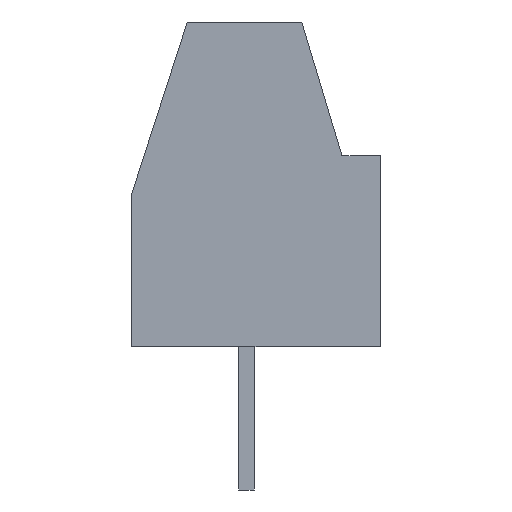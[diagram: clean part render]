
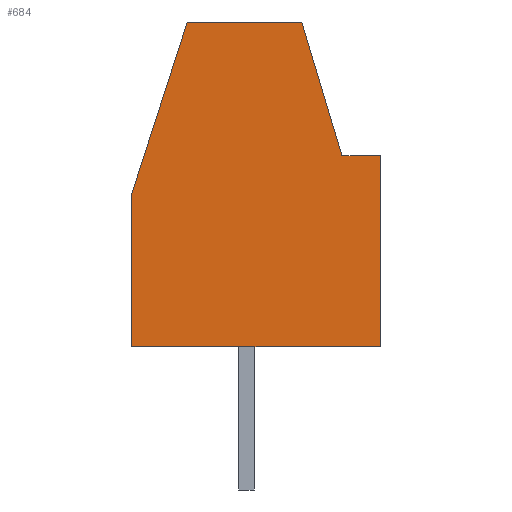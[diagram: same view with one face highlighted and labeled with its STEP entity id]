
A CAD part, left-side view. The second image highlights one B-rep face of the part: STEP entity #684.
In plain terms, the highlighted planar face has unit normal (-1, 0, 0).
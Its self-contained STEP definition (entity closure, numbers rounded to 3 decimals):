
#37 = VERTEX_POINT('',#38);
#38 = CARTESIAN_POINT('',(0.,-3.5,0.));
#47 = PLANE('',#48);
#48 = AXIS2_PLACEMENT_3D('',#49,#50,#51);
#49 = CARTESIAN_POINT('',(0.,-3.5,0.));
#50 = DIRECTION('',(0.,-1.,0.));
#51 = DIRECTION('',(0.,0.,1.));
#59 = PLANE('',#60);
#60 = AXIS2_PLACEMENT_3D('',#61,#62,#63);
#61 = CARTESIAN_POINT('',(0.,-3.5,0.));
#62 = DIRECTION('',(0.,0.,1.));
#63 = DIRECTION('',(0.,1.,0.));
#100 = VERTEX_POINT('',#101);
#101 = CARTESIAN_POINT('',(0.,-3.5,5.));
#115 = PLANE('',#116);
#116 = AXIS2_PLACEMENT_3D('',#117,#118,#119);
#117 = CARTESIAN_POINT('',(0.,-3.5,5.));
#118 = DIRECTION('',(0.,0.,1.));
#119 = DIRECTION('',(0.,1.,0.));
#127 = EDGE_CURVE('',#37,#100,#128,.T.);
#128 = SURFACE_CURVE('',#129,(#133,#140),.PCURVE_S1.);
#129 = LINE('',#130,#131);
#130 = CARTESIAN_POINT('',(0.,-3.5,0.));
#131 = VECTOR('',#132,1.);
#132 = DIRECTION('',(0.,0.,1.));
#133 = PCURVE('',#47,#134);
#134 = DEFINITIONAL_REPRESENTATION('',(#135),#139);
#135 = LINE('',#136,#137);
#136 = CARTESIAN_POINT('',(0.,0.));
#137 = VECTOR('',#138,1.);
#138 = DIRECTION('',(1.,0.));
#139 = ( GEOMETRIC_REPRESENTATION_CONTEXT(2) 
PARAMETRIC_REPRESENTATION_CONTEXT() REPRESENTATION_CONTEXT('2D SPACE',''
  ) );
#140 = PCURVE('',#141,#146);
#141 = PLANE('',#142);
#142 = AXIS2_PLACEMENT_3D('',#143,#144,#145);
#143 = CARTESIAN_POINT('',(0.,-0.231,
    3.774));
#144 = DIRECTION('',(1.,0.,0.));
#145 = DIRECTION('',(0.,0.,1.));
#146 = DEFINITIONAL_REPRESENTATION('',(#147),#151);
#147 = LINE('',#148,#149);
#148 = CARTESIAN_POINT('',(-3.774,3.269));
#149 = VECTOR('',#150,1.);
#150 = DIRECTION('',(1.,0.));
#151 = ( GEOMETRIC_REPRESENTATION_CONTEXT(2) 
PARAMETRIC_REPRESENTATION_CONTEXT() REPRESENTATION_CONTEXT('2D SPACE',''
  ) );
#637 = VERTEX_POINT('',#638);
#638 = CARTESIAN_POINT('',(0.,3.,0.));
#652 = PLANE('',#653);
#653 = AXIS2_PLACEMENT_3D('',#654,#655,#656);
#654 = CARTESIAN_POINT('',(0.,3.,0.));
#655 = DIRECTION('',(0.,-1.,0.));
#656 = DIRECTION('',(0.,0.,1.));
#664 = EDGE_CURVE('',#37,#637,#665,.T.);
#665 = SURFACE_CURVE('',#666,(#670,#677),.PCURVE_S1.);
#666 = LINE('',#667,#668);
#667 = CARTESIAN_POINT('',(0.,-3.5,0.));
#668 = VECTOR('',#669,1.);
#669 = DIRECTION('',(0.,1.,0.));
#670 = PCURVE('',#59,#671);
#671 = DEFINITIONAL_REPRESENTATION('',(#672),#676);
#672 = LINE('',#673,#674);
#673 = CARTESIAN_POINT('',(0.,0.));
#674 = VECTOR('',#675,1.);
#675 = DIRECTION('',(1.,0.));
#676 = ( GEOMETRIC_REPRESENTATION_CONTEXT(2) 
PARAMETRIC_REPRESENTATION_CONTEXT() REPRESENTATION_CONTEXT('2D SPACE',''
  ) );
#677 = PCURVE('',#141,#678);
#678 = DEFINITIONAL_REPRESENTATION('',(#679),#683);
#679 = LINE('',#680,#681);
#680 = CARTESIAN_POINT('',(-3.774,3.269));
#681 = VECTOR('',#682,1.);
#682 = DIRECTION('',(0.,-1.));
#683 = ( GEOMETRIC_REPRESENTATION_CONTEXT(2) 
PARAMETRIC_REPRESENTATION_CONTEXT() REPRESENTATION_CONTEXT('2D SPACE',''
  ) );
#684 = ADVANCED_FACE('',(#685),#141,.F.);
#685 = FACE_BOUND('',#686,.F.);
#686 = EDGE_LOOP('',(#687,#688,#689,#712,#740,#768,#796));
#687 = ORIENTED_EDGE('',*,*,#127,.F.);
#688 = ORIENTED_EDGE('',*,*,#664,.T.);
#689 = ORIENTED_EDGE('',*,*,#690,.T.);
#690 = EDGE_CURVE('',#637,#691,#693,.T.);
#691 = VERTEX_POINT('',#692);
#692 = CARTESIAN_POINT('',(0.,3.,4.));
#693 = SURFACE_CURVE('',#694,(#698,#705),.PCURVE_S1.);
#694 = LINE('',#695,#696);
#695 = CARTESIAN_POINT('',(0.,3.,0.));
#696 = VECTOR('',#697,1.);
#697 = DIRECTION('',(0.,0.,1.));
#698 = PCURVE('',#141,#699);
#699 = DEFINITIONAL_REPRESENTATION('',(#700),#704);
#700 = LINE('',#701,#702);
#701 = CARTESIAN_POINT('',(-3.774,-3.231));
#702 = VECTOR('',#703,1.);
#703 = DIRECTION('',(1.,0.));
#704 = ( GEOMETRIC_REPRESENTATION_CONTEXT(2) 
PARAMETRIC_REPRESENTATION_CONTEXT() REPRESENTATION_CONTEXT('2D SPACE',''
  ) );
#705 = PCURVE('',#652,#706);
#706 = DEFINITIONAL_REPRESENTATION('',(#707),#711);
#707 = LINE('',#708,#709);
#708 = CARTESIAN_POINT('',(0.,0.));
#709 = VECTOR('',#710,1.);
#710 = DIRECTION('',(1.,0.));
#711 = ( GEOMETRIC_REPRESENTATION_CONTEXT(2) 
PARAMETRIC_REPRESENTATION_CONTEXT() REPRESENTATION_CONTEXT('2D SPACE',''
  ) );
#712 = ORIENTED_EDGE('',*,*,#713,.F.);
#713 = EDGE_CURVE('',#714,#691,#716,.T.);
#714 = VERTEX_POINT('',#715);
#715 = CARTESIAN_POINT('',(0.,1.551,8.5));
#716 = SURFACE_CURVE('',#717,(#721,#728),.PCURVE_S1.);
#717 = LINE('',#718,#719);
#718 = CARTESIAN_POINT('',(0.,1.551,8.5));
#719 = VECTOR('',#720,1.);
#720 = DIRECTION('',(0.,0.307,-0.952)
  );
#721 = PCURVE('',#141,#722);
#722 = DEFINITIONAL_REPRESENTATION('',(#723),#727);
#723 = LINE('',#724,#725);
#724 = CARTESIAN_POINT('',(4.726,-1.781));
#725 = VECTOR('',#726,1.);
#726 = DIRECTION('',(-0.952,-0.307));
#727 = ( GEOMETRIC_REPRESENTATION_CONTEXT(2) 
PARAMETRIC_REPRESENTATION_CONTEXT() REPRESENTATION_CONTEXT('2D SPACE',''
  ) );
#728 = PCURVE('',#729,#734);
#729 = PLANE('',#730);
#730 = AXIS2_PLACEMENT_3D('',#731,#732,#733);
#731 = CARTESIAN_POINT('',(0.,1.551,8.5));
#732 = DIRECTION('',(0.,0.952,0.307)
  );
#733 = DIRECTION('',(0.,0.307,-0.952));
#734 = DEFINITIONAL_REPRESENTATION('',(#735),#739);
#735 = LINE('',#736,#737);
#736 = CARTESIAN_POINT('',(0.,0.));
#737 = VECTOR('',#738,1.);
#738 = DIRECTION('',(1.,0.));
#739 = ( GEOMETRIC_REPRESENTATION_CONTEXT(2) 
PARAMETRIC_REPRESENTATION_CONTEXT() REPRESENTATION_CONTEXT('2D SPACE',''
  ) );
#740 = ORIENTED_EDGE('',*,*,#741,.F.);
#741 = EDGE_CURVE('',#742,#714,#744,.T.);
#742 = VERTEX_POINT('',#743);
#743 = CARTESIAN_POINT('',(0.,-1.449,8.5));
#744 = SURFACE_CURVE('',#745,(#749,#756),.PCURVE_S1.);
#745 = LINE('',#746,#747);
#746 = CARTESIAN_POINT('',(0.,-1.449,8.5));
#747 = VECTOR('',#748,1.);
#748 = DIRECTION('',(0.,1.,0.));
#749 = PCURVE('',#141,#750);
#750 = DEFINITIONAL_REPRESENTATION('',(#751),#755);
#751 = LINE('',#752,#753);
#752 = CARTESIAN_POINT('',(4.726,1.219));
#753 = VECTOR('',#754,1.);
#754 = DIRECTION('',(0.,-1.));
#755 = ( GEOMETRIC_REPRESENTATION_CONTEXT(2) 
PARAMETRIC_REPRESENTATION_CONTEXT() REPRESENTATION_CONTEXT('2D SPACE',''
  ) );
#756 = PCURVE('',#757,#762);
#757 = PLANE('',#758);
#758 = AXIS2_PLACEMENT_3D('',#759,#760,#761);
#759 = CARTESIAN_POINT('',(0.,-1.449,8.5));
#760 = DIRECTION('',(0.,0.,1.));
#761 = DIRECTION('',(0.,1.,0.));
#762 = DEFINITIONAL_REPRESENTATION('',(#763),#767);
#763 = LINE('',#764,#765);
#764 = CARTESIAN_POINT('',(0.,0.));
#765 = VECTOR('',#766,1.);
#766 = DIRECTION('',(1.,0.));
#767 = ( GEOMETRIC_REPRESENTATION_CONTEXT(2) 
PARAMETRIC_REPRESENTATION_CONTEXT() REPRESENTATION_CONTEXT('2D SPACE',''
  ) );
#768 = ORIENTED_EDGE('',*,*,#769,.F.);
#769 = EDGE_CURVE('',#770,#742,#772,.T.);
#770 = VERTEX_POINT('',#771);
#771 = CARTESIAN_POINT('',(0.,-2.5,5.));
#772 = SURFACE_CURVE('',#773,(#777,#784),.PCURVE_S1.);
#773 = LINE('',#774,#775);
#774 = CARTESIAN_POINT('',(0.,-2.5,5.));
#775 = VECTOR('',#776,1.);
#776 = DIRECTION('',(0.,0.288,0.958));
#777 = PCURVE('',#141,#778);
#778 = DEFINITIONAL_REPRESENTATION('',(#779),#783);
#779 = LINE('',#780,#781);
#780 = CARTESIAN_POINT('',(1.226,2.269));
#781 = VECTOR('',#782,1.);
#782 = DIRECTION('',(0.958,-0.288));
#783 = ( GEOMETRIC_REPRESENTATION_CONTEXT(2) 
PARAMETRIC_REPRESENTATION_CONTEXT() REPRESENTATION_CONTEXT('2D SPACE',''
  ) );
#784 = PCURVE('',#785,#790);
#785 = PLANE('',#786);
#786 = AXIS2_PLACEMENT_3D('',#787,#788,#789);
#787 = CARTESIAN_POINT('',(0.,-2.5,5.));
#788 = DIRECTION('',(0.,-0.958,0.288)
  );
#789 = DIRECTION('',(0.,0.288,0.958));
#790 = DEFINITIONAL_REPRESENTATION('',(#791),#795);
#791 = LINE('',#792,#793);
#792 = CARTESIAN_POINT('',(0.,0.));
#793 = VECTOR('',#794,1.);
#794 = DIRECTION('',(1.,0.));
#795 = ( GEOMETRIC_REPRESENTATION_CONTEXT(2) 
PARAMETRIC_REPRESENTATION_CONTEXT() REPRESENTATION_CONTEXT('2D SPACE',''
  ) );
#796 = ORIENTED_EDGE('',*,*,#797,.F.);
#797 = EDGE_CURVE('',#100,#770,#798,.T.);
#798 = SURFACE_CURVE('',#799,(#803,#810),.PCURVE_S1.);
#799 = LINE('',#800,#801);
#800 = CARTESIAN_POINT('',(0.,-3.5,5.));
#801 = VECTOR('',#802,1.);
#802 = DIRECTION('',(0.,1.,0.));
#803 = PCURVE('',#141,#804);
#804 = DEFINITIONAL_REPRESENTATION('',(#805),#809);
#805 = LINE('',#806,#807);
#806 = CARTESIAN_POINT('',(1.226,3.269));
#807 = VECTOR('',#808,1.);
#808 = DIRECTION('',(0.,-1.));
#809 = ( GEOMETRIC_REPRESENTATION_CONTEXT(2) 
PARAMETRIC_REPRESENTATION_CONTEXT() REPRESENTATION_CONTEXT('2D SPACE',''
  ) );
#810 = PCURVE('',#115,#811);
#811 = DEFINITIONAL_REPRESENTATION('',(#812),#816);
#812 = LINE('',#813,#814);
#813 = CARTESIAN_POINT('',(0.,0.));
#814 = VECTOR('',#815,1.);
#815 = DIRECTION('',(1.,0.));
#816 = ( GEOMETRIC_REPRESENTATION_CONTEXT(2) 
PARAMETRIC_REPRESENTATION_CONTEXT() REPRESENTATION_CONTEXT('2D SPACE',''
  ) );
